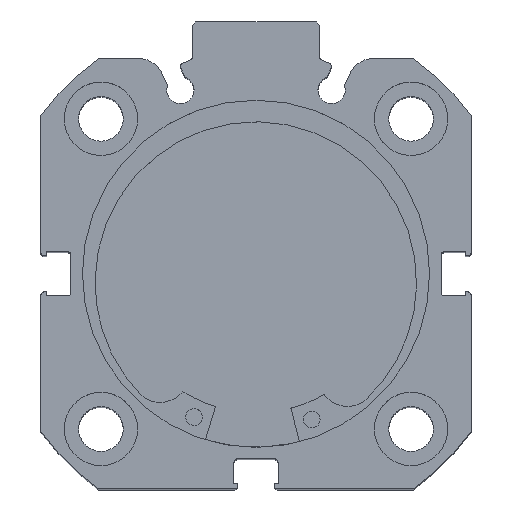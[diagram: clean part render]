
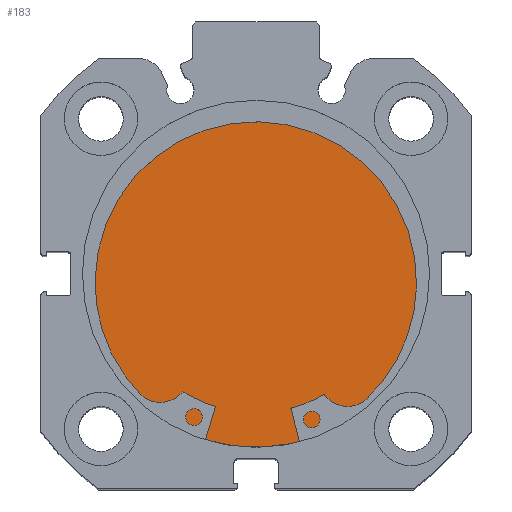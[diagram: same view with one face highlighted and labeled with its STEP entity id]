
A CAD part, top view. The second image highlights one B-rep face of the part: STEP entity #183.
In plain terms, the highlighted face is planar.
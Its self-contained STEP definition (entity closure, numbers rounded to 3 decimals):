
#183 = ADVANCED_FACE ( 'NONE', ( #5000 ), #1504, .F. ) ;
#734 = ORIENTED_EDGE ( 'NONE', *, *, #2311, .F. ) ;
#735 = ORIENTED_EDGE ( 'NONE', *, *, #2701, .F. ) ;
#1137 = VERTEX_POINT ( 'NONE', #3238 ) ;
#1138 = VERTEX_POINT ( 'NONE', #3239 ) ;
#1504 = PLANE ( 'NONE',  #2822 ) ;
#1507 = CARTESIAN_POINT ( 'NONE',  ( 9., 26., 0. ) ) ;
#1513 = DIRECTION ( 'NONE',  ( -1., 0., 0. ) ) ;
#1514 = DIRECTION ( 'NONE',  ( 0., 0., 1. ) ) ;
#2311 = EDGE_CURVE ( 'NONE', #1137, #1138, #5376, .T. ) ;
#2701 = EDGE_CURVE ( 'NONE', #1138, #1137, #5974, .T. ) ;
#2822 = AXIS2_PLACEMENT_3D ( 'NONE', #1507, #1513, #1514 ) ;
#2990 = AXIS2_PLACEMENT_3D ( 'NONE', #3580, #3583, #3584 ) ;
#3151 = AXIS2_PLACEMENT_3D ( 'NONE', #4597, #4606, #4607 ) ;
#3238 = CARTESIAN_POINT ( 'NONE',  ( 9., 0., 26. ) ) ;
#3239 = CARTESIAN_POINT ( 'NONE',  ( 9., 0., -26. ) ) ;
#3580 = CARTESIAN_POINT ( 'NONE',  ( 9., 0., 0. ) ) ;
#3583 = DIRECTION ( 'NONE',  ( -1., 0., 0. ) ) ;
#3584 = DIRECTION ( 'NONE',  ( 0., 0., 1. ) ) ;
#4597 = CARTESIAN_POINT ( 'NONE',  ( 9., 0., 0. ) ) ;
#4606 = DIRECTION ( 'NONE',  ( -1., 0., 0. ) ) ;
#4607 = DIRECTION ( 'NONE',  ( 0., 0., 1. ) ) ;
#5000 = FACE_OUTER_BOUND ( 'NONE', #6375, .T. ) ;
#5376 = CIRCLE ( 'NONE', #2990, 26. ) ;
#5974 = CIRCLE ( 'NONE', #3151, 26. ) ;
#6375 = EDGE_LOOP ( 'NONE', ( #734, #735 ) ) ;
